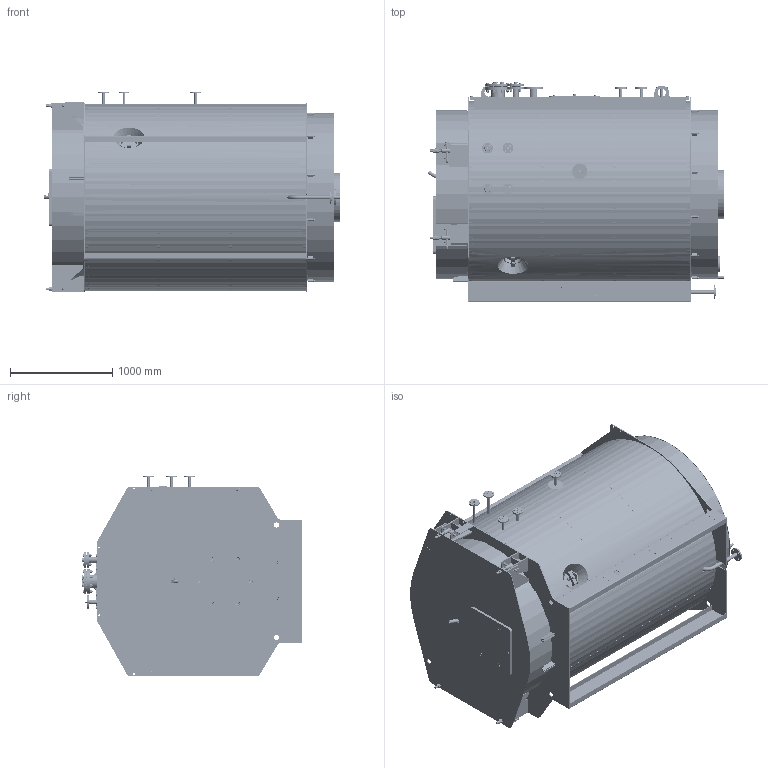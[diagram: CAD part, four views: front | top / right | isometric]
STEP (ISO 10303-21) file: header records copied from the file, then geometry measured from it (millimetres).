
FILE_DESCRIPTION(/* description */ ('','CAx-IF Rec.Pracs.---Representation and Presentation of Product Manufacturing Information (PMI)---4.0---2014-10-13'),/* implementation_level */ '2;1');
FILE_NAME(/* name */ 'SL2000 Общий вид СБ.stp',/* time_stamp */ '2022-05-16T16:05:00+07:00',/* author */ ('verutin'),/* organization */ (''),/* preprocessor_version */ 'ST-DEVELOPER v18',/* originating_system */ 'Autodesk Inventor 2020',/* authorisation */ '');
FILE_SCHEMA (('AP242_MANAGED_MODEL_BASED_3D_ENGINEERING_MIM_LF { 1 0 10303 442 1 1 4 }'));
Length unit declared in the file: millimetre
Products named in the file (175): SL2000 Общий вид 
СБ-01; SL2000 1; 100.01.065; 01.01.024; 400.01.024СБ-01; 03.01.014-01; SL.03.01.008; 400.01.028СБ-03; 03.01.017-03; Фланец 1-125(А)-
16-1 ГОСТ 12820-80; 05.01.179; 400.01.021СБ-03; 400.01.021-03; Фланец 1-32-16-1 ГОСТ 
12820-80; 400.01.029СБ-02; 400.01.029-02; WL.03.01.001; 400.01.029СБ-01; 400.01.029-01; Фланец 1-20-16-1 ГОСТ 
12820-80; -05; -04; 05.01.218; Фланец 1-50-16 ГОСТ 
12820-80; 400.01.022СБ-03; 400.01.022-03; Фланец 1-65-16-1 ГОСТ 
12820-80; 500.01.004СБ; 05.01.176; 05.01.172-03; SL 2000-3000; 400.01.026СБ-03; 400.01.026СБ-03_1; 400.01.020СБ-02; Фланец 1-25-16-1 ГОСТ 
12820-80; 400.01.020-02; 400.01.025СБ-03; 03.01.015-03; SL.05.01.033; 100.01.082СБ ...
Assembly tree (632 placements, depth 5):
  SL2000 Общий вид 
СБ-01
    SL2000 1
      100.01.065
        01.01.024
        400.01.024СБ-01
          03.01.014-01
          Фланец 1-32-16-1 ГОСТ 
12820-80
        SL.03.01.008
        400.01.028СБ-03
          03.01.017-03
          Фланец 1-125(А)-
16-1 ГОСТ 12820-80
          05.01.179  x2
        400.01.021СБ-03
          400.01.021-03
          Фланец 1-32-16-1 ГОСТ 
12820-80
        400.01.029СБ-02  x2
          400.01.029-02
          Фланец 1-20-16-1 ГОСТ 
12820-80
        400.01.029СБ-01  x3
          400.01.029-01
          Фланец 1-20-16-1 ГОСТ 
12820-80
        WL.03.01.001
        -05
          -04
          05.01.218  x2
          Фланец 1-50-16 ГОСТ 
12820-80
        400.01.022СБ-03
          400.01.022-03
          Фланец 1-65-16-1 ГОСТ 
12820-80
        500.01.004СБ
          05.01.176
          05.01.172-03  x2
          SL 2000-3000  x2
        400.01.026СБ-03
          400.01.026СБ-03_1
          Фланец 1-25-16-1 ГОСТ 
12820-80  x2
        400.01.020СБ-02  x2
          Фланец 1-25-16-1 ГОСТ 
12820-80
          400.01.020-02
        400.01.025СБ-03
          03.01.015-03
          SL.05.01.033  x2
      100.01.082СБ
        05.01.200  x2
        05.01.203  x2
      100.01.085СБ
        05.01.206  x2
        05.01.209  x2
      05.01.130
      05.01.133
      05.01.136
      SL.05.01.064  x4
      05.01.130-02  x2
      SL.06.01.001-06  x4
      SL.400.01.013CБ
        SL.05.01.040
        SL.05.01.041
        SL.04.01.001  x2
      SL.07.01.004
      SL.400.01.013CБ_1  x2
Bounding box: 2896.53 x 2148.5 x 1955 mm (x, y, z)
Volume: 2108058942 mm3; surface area: 204410587 mm2
Topology: 619 solids, 635 shells, 7973 faces, 22486 edges, 18554 vertices
Faces by surface type: plane 4671, cylinder 2382, cone 636, bspline 155, torus 129
Full cylindrical faces by diameter (mm): 2.459 x4, 2.5 x4, 3.5 x4, 4 x1, 4.917 x3, 5 x4, 5.459 x3, 6 x4, 6.5 x40, 7 x10, 7.5 x3, 7.8 x1, 8 x20, 8.376 x16, 8.7 x3, 8.8 x1, 8.917 x20, 9 x6, 9.188 x12, 10 x125, 10.376 x12, 10.5 x28, 11 x32, 12 x12, 12.917 x4, 13 x44, 13.835 x10, 13.9 x1, 14 x40, 14.917 x8
Entity records: 116100 total; most frequent: CARTESIAN_POINT 33139, DIRECTION 17738, ORIENTED_EDGE 12422, AXIS2_PLACEMENT_3D 7144, EDGE_CURVE 6225, VERTEX_POINT 4232, LINE 3450, VECTOR 3450
